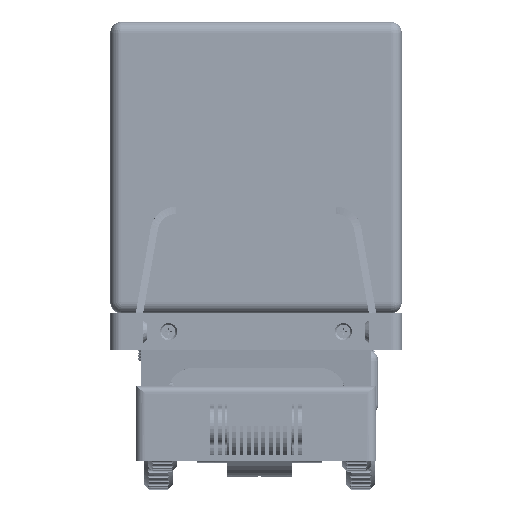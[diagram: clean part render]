
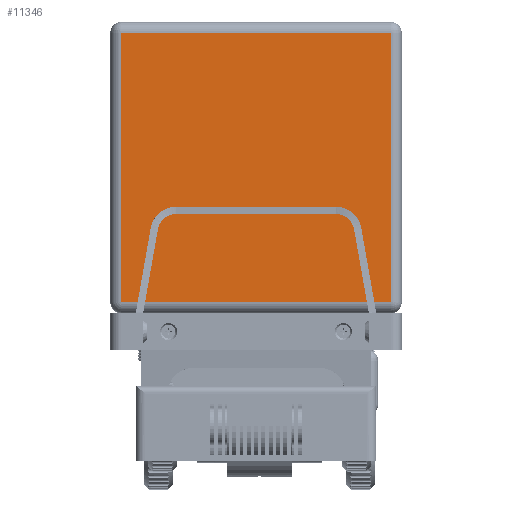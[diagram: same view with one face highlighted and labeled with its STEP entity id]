
A CAD part, front view. The second image highlights one B-rep face of the part: STEP entity #11346.
In plain terms, the highlighted face is planar.
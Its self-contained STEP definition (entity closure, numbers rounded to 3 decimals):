
#719=PLANE('',#12449);
#1216=LINE('',#18761,#2071);
#1217=LINE('',#18764,#2072);
#1218=LINE('',#18766,#2073);
#1219=LINE('',#18768,#2074);
#2071=VECTOR('',#14304,1000.);
#2072=VECTOR('',#14305,1000.);
#2073=VECTOR('',#14306,1000.);
#2074=VECTOR('',#14307,1000.);
#3811=ORIENTED_EDGE('',*,*,#6424,.T.);
#3812=ORIENTED_EDGE('',*,*,#6425,.T.);
#3813=ORIENTED_EDGE('',*,*,#6426,.T.);
#3814=ORIENTED_EDGE('',*,*,#6427,.T.);
#6424=EDGE_CURVE('',#7833,#7834,#1216,.T.);
#6425=EDGE_CURVE('',#7834,#7835,#1217,.T.);
#6426=EDGE_CURVE('',#7835,#7836,#1218,.F.);
#6427=EDGE_CURVE('',#7836,#7833,#1219,.F.);
#7833=VERTEX_POINT('',#18762);
#7834=VERTEX_POINT('',#18763);
#7835=VERTEX_POINT('',#18765);
#7836=VERTEX_POINT('',#18767);
#9310=EDGE_LOOP('',(#3811,#3812,#3813,#3814));
#10244=FACE_BOUND('',#9310,.T.);
#11346=ADVANCED_FACE('',(#10244),#719,.T.);
#12449=AXIS2_PLACEMENT_3D('',#18760,#14302,#14303);
#14302=DIRECTION('',(-1.,0.,0.));
#14303=DIRECTION('',(0.,0.,1.));
#14304=DIRECTION('',(0.,0.,-1.));
#14305=DIRECTION('',(0.,-1.,0.));
#14306=DIRECTION('',(0.,0.,-1.));
#14307=DIRECTION('',(0.,-1.,0.));
#18760=CARTESIAN_POINT('',(0.,80.,80.));
#18761=CARTESIAN_POINT('',(0.,77.,0.));
#18762=CARTESIAN_POINT('',(0.,77.,77.));
#18763=CARTESIAN_POINT('',(0.,77.,3.));
#18764=CARTESIAN_POINT('',(0.,80.,3.));
#18765=CARTESIAN_POINT('',(0.,3.,3.));
#18766=CARTESIAN_POINT('',(0.,3.,80.));
#18767=CARTESIAN_POINT('',(0.,3.,77.));
#18768=CARTESIAN_POINT('',(0.,80.,77.));
